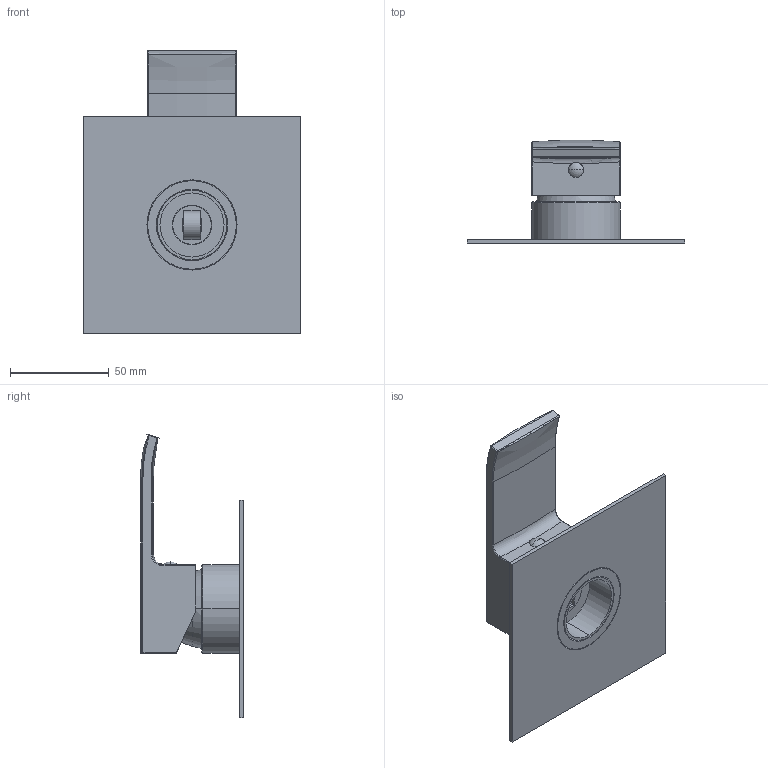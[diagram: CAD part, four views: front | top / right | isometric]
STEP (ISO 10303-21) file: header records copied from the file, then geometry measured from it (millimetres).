
FILE_DESCRIPTION((''),'2;1');
FILE_NAME('LES010CR-M','2021-11-02T11:14:40',('ut3'),('PAFFONI SpA'),'CREO PARAMETRIC BY PTC INC, 2020044','CREO PARAMETRIC BY PTC INC, 2020044','');
FILE_SCHEMA(('CONFIG_CONTROL_DESIGN','SHAPE_APPEARANCE_LAYERS_GROUPS'));
Length unit declared in the file: millimetre
Products named in the file (1): LES010CR-M
Bounding box: 110 x 52.01 x 143.35 mm (x, y, z)
Volume: 78958.2 mm3; surface area: 60008.2 mm2
Topology: 2 solids, 2 shells, 859 faces, 2301 edges, 1459 vertices
Faces by surface type: plane 540, cylinder 190, torus 71, cone 31, bspline 15, sphere 12
Entity records: 35484 total; most frequent: CARTESIAN_POINT 8204, ORIENTED_EDGE 4598, DIRECTION 4208, EDGE_CURVE 2299, VERTEX_POINT 1459, AXIS2_PLACEMENT_3D 1423, VECTOR 1362, LINE 1362
